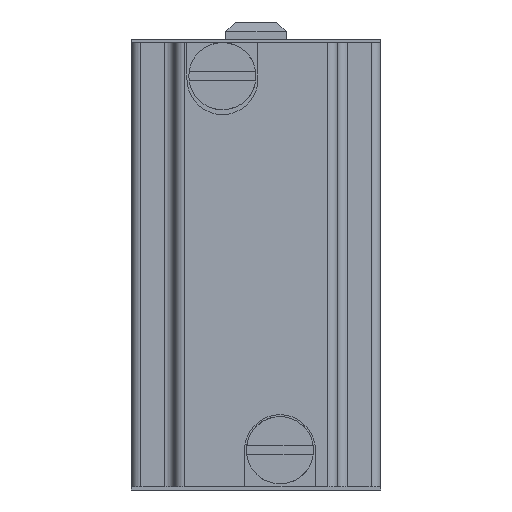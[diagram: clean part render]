
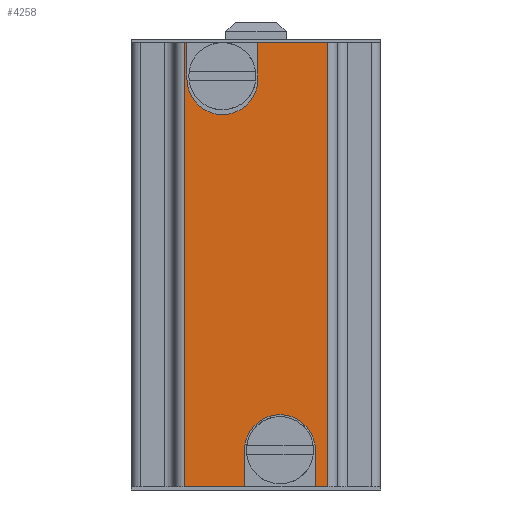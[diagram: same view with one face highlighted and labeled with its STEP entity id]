
A CAD part, front view. The second image highlights one B-rep face of the part: STEP entity #4258.
In plain terms, the highlighted planar face has unit normal (0, -1, 0).
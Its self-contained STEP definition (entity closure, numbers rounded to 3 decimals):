
#82=PLANE('',#5376);
#263=CIRCLE('',#5377,3.7);
#264=CIRCLE('',#5378,3.7);
#478=ORIENTED_EDGE('',*,*,#1688,.T.);
#479=ORIENTED_EDGE('',*,*,#1689,.T.);
#480=ORIENTED_EDGE('',*,*,#1690,.T.);
#481=ORIENTED_EDGE('',*,*,#1686,.F.);
#482=ORIENTED_EDGE('',*,*,#1691,.T.);
#483=ORIENTED_EDGE('',*,*,#1692,.T.);
#484=ORIENTED_EDGE('',*,*,#1693,.T.);
#485=ORIENTED_EDGE('',*,*,#1694,.T.);
#486=ORIENTED_EDGE('',*,*,#1695,.T.);
#487=ORIENTED_EDGE('',*,*,#1696,.T.);
#488=ORIENTED_EDGE('',*,*,#1697,.F.);
#489=ORIENTED_EDGE('',*,*,#1668,.F.);
#1668=EDGE_CURVE('',#2270,#2271,#2687,.T.);
#1686=EDGE_CURVE('',#2288,#2289,#2699,.T.);
#1688=EDGE_CURVE('',#2270,#2290,#2701,.T.);
#1689=EDGE_CURVE('',#2290,#2291,#263,.T.);
#1690=EDGE_CURVE('',#2291,#2289,#2702,.T.);
#1691=EDGE_CURVE('',#2288,#2292,#2703,.T.);
#1692=EDGE_CURVE('',#2292,#2293,#2704,.T.);
#1693=EDGE_CURVE('',#2293,#2294,#2705,.T.);
#1694=EDGE_CURVE('',#2294,#2295,#264,.T.);
#1695=EDGE_CURVE('',#2295,#2296,#2706,.T.);
#1696=EDGE_CURVE('',#2296,#2297,#2707,.T.);
#1697=EDGE_CURVE('',#2271,#2297,#2708,.T.);
#2270=VERTEX_POINT('',#7158);
#2271=VERTEX_POINT('',#7160);
#2288=VERTEX_POINT('',#7194);
#2289=VERTEX_POINT('',#7196);
#2290=VERTEX_POINT('',#7200);
#2291=VERTEX_POINT('',#7202);
#2292=VERTEX_POINT('',#7205);
#2293=VERTEX_POINT('',#7207);
#2294=VERTEX_POINT('',#7209);
#2295=VERTEX_POINT('',#7211);
#2296=VERTEX_POINT('',#7213);
#2297=VERTEX_POINT('',#7215);
#2687=LINE('',#7159,#3084);
#2699=LINE('',#7195,#3096);
#2701=LINE('',#7199,#3098);
#2702=LINE('',#7203,#3099);
#2703=LINE('',#7204,#3100);
#2704=LINE('',#7206,#3101);
#2705=LINE('',#7208,#3102);
#2706=LINE('',#7212,#3103);
#2707=LINE('',#7214,#3104);
#2708=LINE('',#7216,#3105);
#3084=VECTOR('',#5855,1000.);
#3096=VECTOR('',#5879,1000.);
#3098=VECTOR('',#5883,1000.);
#3099=VECTOR('',#5886,1000.);
#3100=VECTOR('',#5887,1000.);
#3101=VECTOR('',#5888,1000.);
#3102=VECTOR('',#5889,1000.);
#3103=VECTOR('',#5892,1000.);
#3104=VECTOR('',#5893,1000.);
#3105=VECTOR('',#5894,1000.);
#3475=EDGE_LOOP('',(#478,#479,#480,#481,#482,#483,#484,#485,#486,#487,#488,
#489));
#3830=FACE_BOUND('',#3475,.T.);
#4258=ADVANCED_FACE('',(#3830),#82,.F.);
#5376=AXIS2_PLACEMENT_3D('',#7198,#5881,#5882);
#5377=AXIS2_PLACEMENT_3D('',#7201,#5884,#5885);
#5378=AXIS2_PLACEMENT_3D('',#7210,#5890,#5891);
#5855=DIRECTION('',(0.,0.,-1.));
#5879=DIRECTION('',(0.,0.,-1.));
#5881=DIRECTION('',(0.,1.,0.));
#5882=DIRECTION('',(0.,0.,1.));
#5883=DIRECTION('',(-1.,0.,0.));
#5884=DIRECTION('',(0.,1.,0.));
#5885=DIRECTION('',(1.,0.,0.));
#5886=DIRECTION('',(1.,0.,0.));
#5887=DIRECTION('',(-1.,0.,0.));
#5888=DIRECTION('',(0.,0.,-1.));
#5889=DIRECTION('',(1.,0.,0.));
#5890=DIRECTION('',(0.,1.,0.));
#5891=DIRECTION('',(1.,0.,0.));
#5892=DIRECTION('',(-1.,0.,0.));
#5893=DIRECTION('',(0.,0.,-1.));
#5894=DIRECTION('',(-1.,0.,0.));
#7158=CARTESIAN_POINT('',(46.65,-61.5,-0.2));
#7159=CARTESIAN_POINT('',(46.65,-61.5,7.5));
#7160=CARTESIAN_POINT('',(46.65,-61.5,-7.5));
#7194=CARTESIAN_POINT('',(46.65,-61.5,7.5));
#7195=CARTESIAN_POINT('',(46.65,-61.5,7.5));
#7196=CARTESIAN_POINT('',(46.65,-61.5,7.2));
#7198=CARTESIAN_POINT('',(46.65,-61.5,7.5));
#7199=CARTESIAN_POINT('',(46.65,-61.5,-0.2));
#7200=CARTESIAN_POINT('',(42.85,-61.5,-0.2));
#7201=CARTESIAN_POINT('',(42.85,-61.5,3.5));
#7202=CARTESIAN_POINT('',(42.85,-61.5,7.2));
#7203=CARTESIAN_POINT('',(42.85,-61.5,7.2));
#7204=CARTESIAN_POINT('',(46.65,-61.5,7.5));
#7205=CARTESIAN_POINT('',(0.35,-61.5,7.5));
#7206=CARTESIAN_POINT('',(0.35,-61.5,7.5));
#7207=CARTESIAN_POINT('',(0.35,-61.5,1.2));
#7208=CARTESIAN_POINT('',(0.35,-61.5,1.2));
#7209=CARTESIAN_POINT('',(4.15,-61.5,1.2));
#7210=CARTESIAN_POINT('',(4.15,-61.5,-2.5));
#7211=CARTESIAN_POINT('',(4.15,-61.5,-6.2));
#7212=CARTESIAN_POINT('',(4.15,-61.5,-6.2));
#7213=CARTESIAN_POINT('',(0.35,-61.5,-6.2));
#7214=CARTESIAN_POINT('',(0.35,-61.5,7.5));
#7215=CARTESIAN_POINT('',(0.35,-61.5,-7.5));
#7216=CARTESIAN_POINT('',(46.65,-61.5,-7.5));
